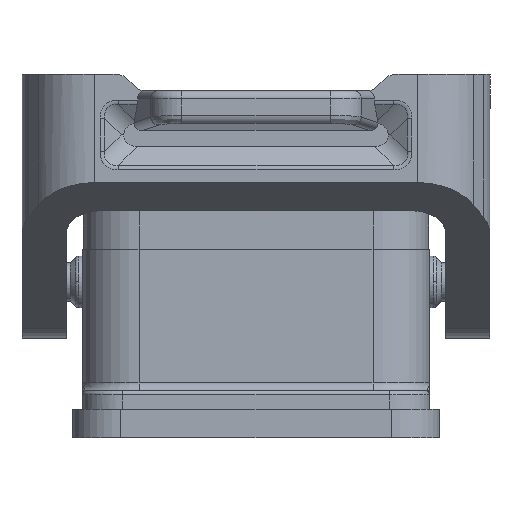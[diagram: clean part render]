
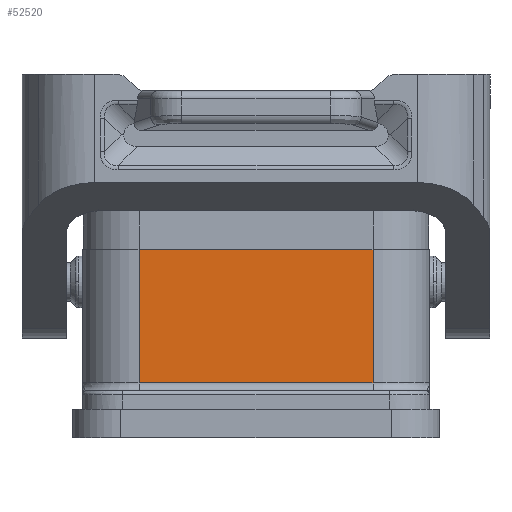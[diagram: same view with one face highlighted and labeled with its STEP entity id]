
A CAD part, left-side view. The second image highlights one B-rep face of the part: STEP entity #52520.
In plain terms, the highlighted face is planar.
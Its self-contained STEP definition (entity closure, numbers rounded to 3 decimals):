
#7090=CARTESIAN_POINT('',(30.447,30.106,5.));
#7100=VERTEX_POINT('',#7090);
#7130=CARTESIAN_POINT('',(0.,30.106,5.));
#7140=DIRECTION('',(-1.,0.,0.));
#7150=VECTOR('',#7140,1.);
#7160=LINE('',#7130,#7150);
#7170=CARTESIAN_POINT('',(59.447,30.106,5.));
#7180=VERTEX_POINT('',#7170);
#7190=EDGE_CURVE('',#7180,#7100,#7160,.T.);
#16950=CARTESIAN_POINT('',(30.447,30.106,21.5));
#16960=VERTEX_POINT('',#16950);
#17460=CARTESIAN_POINT('',(59.447,30.106,21.5));
#17470=VERTEX_POINT('',#17460);
#17500=CARTESIAN_POINT('',(0.,30.106,21.5));
#17510=DIRECTION('',(1.,0.,0.));
#17520=VECTOR('',#17510,1.);
#17530=LINE('',#17500,#17520);
#17540=EDGE_CURVE('',#16960,#17470,#17530,.T.);
#52310=CARTESIAN_POINT('',(0.,30.106,21.5));
#52320=DIRECTION('',(-0.,1.,0.));
#52330=DIRECTION('',(1.,0.,0.));
#52340=AXIS2_PLACEMENT_3D('',#52310,#52320,#52330);
#52350=PLANE('',#52340);
#52360=ORIENTED_EDGE('',*,*,#17540,.F.);
#52370=CARTESIAN_POINT('',(59.447,30.106,0.));
#52380=DIRECTION('',(0.,0.,1.));
#52390=VECTOR('',#52380,1.);
#52400=LINE('',#52370,#52390);
#52410=EDGE_CURVE('',#7180,#17470,#52400,.T.);
#52420=ORIENTED_EDGE('',*,*,#52410,.T.);
#52430=ORIENTED_EDGE('',*,*,#7190,.F.);
#52440=CARTESIAN_POINT('',(30.447,30.106,0.));
#52450=DIRECTION('',(0.,0.,-1.));
#52460=VECTOR('',#52450,1.);
#52470=LINE('',#52440,#52460);
#52480=EDGE_CURVE('',#16960,#7100,#52470,.T.);
#52490=ORIENTED_EDGE('',*,*,#52480,.T.);
#52500=EDGE_LOOP('',(#52490,#52430,#52420,#52360));
#52510=FACE_OUTER_BOUND('',#52500,.T.);
#52520=ADVANCED_FACE('',(#52510),#52350,.F.);
